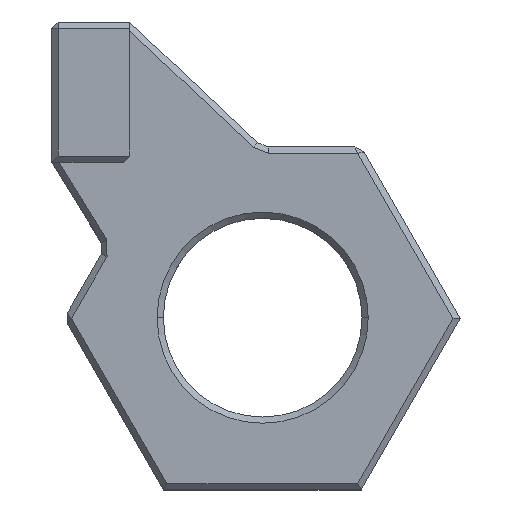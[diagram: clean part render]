
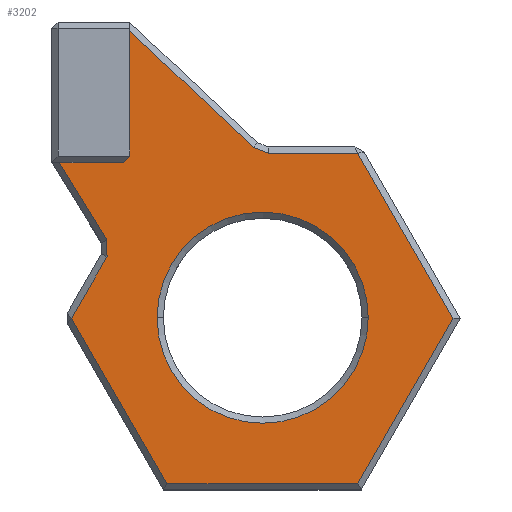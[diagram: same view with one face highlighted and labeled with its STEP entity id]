
A CAD part, top view. The second image highlights one B-rep face of the part: STEP entity #3202.
In plain terms, the highlighted planar face has unit normal (0, 0, 1).
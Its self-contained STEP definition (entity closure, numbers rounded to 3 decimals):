
#10 = CARTESIAN_POINT ( 'NONE',  ( 89.835, 30.7, 77. ) ) ;
#20 = VERTEX_POINT ( 'NONE', #1946 ) ;
#30 = CARTESIAN_POINT ( 'NONE',  ( 114.315, 30.7, 77. ) ) ;
#80 = EDGE_CURVE ( 'NONE', #20, #3284, #2447, .T. ) ;
#162 = VECTOR ( 'NONE', #3278, 1000. ) ;
#184 = VECTOR ( 'NONE', #3286, 1000. ) ;
#212 = ORIENTED_EDGE ( 'NONE', *, *, #2325, .T. ) ;
#273 = DIRECTION ( 'NONE',  ( -0.5, 0.866, 0. ) ) ;
#288 = AXIS2_PLACEMENT_3D ( 'NONE', #1556, #3277, #2324 ) ;
#292 = DIRECTION ( 'NONE',  ( 0., 0., -1. ) ) ;
#341 = DIRECTION ( 'NONE',  ( 1., 0., 0. ) ) ;
#359 = ORIENTED_EDGE ( 'NONE', *, *, #3235, .T. ) ;
#382 = EDGE_CURVE ( 'NONE', #1564, #3185, #1913, .T. ) ;
#460 = ORIENTED_EDGE ( 'NONE', *, *, #382, .T. ) ;
#530 = CARTESIAN_POINT ( 'NONE',  ( 108.195, 41.3, 77. ) ) ;
#579 = VERTEX_POINT ( 'NONE', #10 ) ;
#582 = EDGE_CURVE ( 'NONE', #1191, #579, #1270, .T. ) ;
#586 = VECTOR ( 'NONE', #1307, 1000. ) ;
#594 = CARTESIAN_POINT ( 'NONE',  ( 102.103, 30.748, 77. ) ) ;
#648 = EDGE_CURVE ( 'NONE', #1898, #1688, #2559, .T. ) ;
#655 = ORIENTED_EDGE ( 'NONE', *, *, #2915, .T. ) ;
#666 = VERTEX_POINT ( 'NONE', #1055 ) ;
#674 = LINE ( 'NONE', #1422, #1809 ) ;
#754 = CARTESIAN_POINT ( 'NONE',  ( 89.045, 40.7, 77. ) ) ;
#757 = DIRECTION ( 'NONE',  ( 0.5, 0.866, 0. ) ) ;
#781 = DIRECTION ( 'NONE',  ( -0.728, 0.685, 0. ) ) ;
#817 = ORIENTED_EDGE ( 'NONE', *, *, #2320, .F. ) ;
#822 = CARTESIAN_POINT ( 'NONE',  ( 94.319, 32.159, 77. ) ) ;
#854 = DIRECTION ( 'NONE',  ( 0.525, -0.851, 0. ) ) ;
#856 = AXIS2_PLACEMENT_3D ( 'NONE', #594, #2636, #341 ) ;
#870 = EDGE_CURVE ( 'NONE', #579, #20, #2203, .T. ) ;
#871 = CARTESIAN_POINT ( 'NONE',  ( 98.074, 43.045, 77. ) ) ;
#936 = EDGE_CURVE ( 'NONE', #1191, #1852, #674, .T. ) ;
#966 = CARTESIAN_POINT ( 'NONE',  ( 93.301, 49.409, 77. ) ) ;
#1025 = LINE ( 'NONE', #1291, #2473 ) ;
#1043 = DIRECTION ( 'NONE',  ( 1., 0., 0. ) ) ;
#1055 = CARTESIAN_POINT ( 'NONE',  ( 93.575, 49.151, 77. ) ) ;
#1104 = LINE ( 'NONE', #822, #2364 ) ;
#1120 = ORIENTED_EDGE ( 'NONE', *, *, #1485, .T. ) ;
#1158 = EDGE_CURVE ( 'NONE', #2519, #2753, #2609, .T. ) ;
#1174 = DIRECTION ( 'NONE',  ( -1., 0., 0. ) ) ;
#1181 = CARTESIAN_POINT ( 'NONE',  ( 93.575, 20.1, 77. ) ) ;
#1191 = VERTEX_POINT ( 'NONE', #3125 ) ;
#1209 = LINE ( 'NONE', #2223, #3118 ) ;
#1270 = LINE ( 'NONE', #2307, #162 ) ;
#1288 = FACE_BOUND ( 'NONE', #2367, .T. ) ;
#1291 = CARTESIAN_POINT ( 'NONE',  ( 108.697, 40.431, 77. ) ) ;
#1307 = DIRECTION ( 'NONE',  ( -0.707, -0.707, 0. ) ) ;
#1317 = DIRECTION ( 'NONE',  ( 0.93, -0.369, 0. ) ) ;
#1357 = CIRCLE ( 'NONE', #3219, 6.775 ) ;
#1422 = CARTESIAN_POINT ( 'NONE',  ( 92.162, 31.679, 77. ) ) ;
#1454 = CARTESIAN_POINT ( 'NONE',  ( 90.337, 29.831, 77. ) ) ;
#1483 = ORIENTED_EDGE ( 'NONE', *, *, #3175, .T. ) ;
#1485 = EDGE_CURVE ( 'NONE', #2519, #666, #3251, .T. ) ;
#1555 = ORIENTED_EDGE ( 'NONE', *, *, #80, .T. ) ;
#1556 = CARTESIAN_POINT ( 'NONE',  ( 93.575, 31.7, 77. ) ) ;
#1564 = VERTEX_POINT ( 'NONE', #1896 ) ;
#1623 = VECTOR ( 'NONE', #757, 1000. ) ;
#1636 = ORIENTED_EDGE ( 'NONE', *, *, #2591, .T. ) ;
#1638 = DIRECTION ( 'NONE',  ( 0., 1., 0. ) ) ;
#1688 = VERTEX_POINT ( 'NONE', #1695 ) ;
#1695 = CARTESIAN_POINT ( 'NONE',  ( 93.175, 40.7, 77. ) ) ;
#1796 = LINE ( 'NONE', #3052, #184 ) ;
#1797 = ORIENTED_EDGE ( 'NONE', *, *, #582, .T. ) ;
#1809 = VECTOR ( 'NONE', #2439, 1000. ) ;
#1820 = ORIENTED_EDGE ( 'NONE', *, *, #2891, .T. ) ;
#1822 = CARTESIAN_POINT ( 'NONE',  ( 92.102, 35.751, 77. ) ) ;
#1845 = VERTEX_POINT ( 'NONE', #30 ) ;
#1852 = VERTEX_POINT ( 'NONE', #1822 ) ;
#1855 = CARTESIAN_POINT ( 'NONE',  ( 93.575, 41.1, 77. ) ) ;
#1896 = CARTESIAN_POINT ( 'NONE',  ( 108.878, 30.748, 77. ) ) ;
#1898 = VERTEX_POINT ( 'NONE', #1855 ) ;
#1899 = EDGE_LOOP ( 'NONE', ( #2004, #1120, #817, #2662, #1636, #212, #2398, #1797, #2924, #1555, #359, #1820, #1483 ) ) ;
#1913 = CIRCLE ( 'NONE', #856, 6.775 ) ;
#1946 = CARTESIAN_POINT ( 'NONE',  ( 95.955, 20.1, 77. ) ) ;
#1976 = VECTOR ( 'NONE', #781, 1000. ) ;
#2004 = ORIENTED_EDGE ( 'NONE', *, *, #1158, .F. ) ;
#2005 = CARTESIAN_POINT ( 'NONE',  ( 108.195, 20.1, 77. ) ) ;
#2022 = VECTOR ( 'NONE', #2236, 1000. ) ;
#2118 = CARTESIAN_POINT ( 'NONE',  ( 93.575, 32.1, 77. ) ) ;
#2182 = CARTESIAN_POINT ( 'NONE',  ( 101.51, 41.683, 77. ) ) ;
#2188 = VERTEX_POINT ( 'NONE', #754 ) ;
#2203 = LINE ( 'NONE', #1454, #2022 ) ;
#2223 = CARTESIAN_POINT ( 'NONE',  ( 93.575, 41.3, 77. ) ) ;
#2236 = DIRECTION ( 'NONE',  ( 0.5, -0.866, 0. ) ) ;
#2241 = CARTESIAN_POINT ( 'NONE',  ( 95.328, 30.748, 77. ) ) ;
#2306 = CARTESIAN_POINT ( 'NONE',  ( 109.563, 22.469, 77. ) ) ;
#2307 = CARTESIAN_POINT ( 'NONE',  ( 91.203, 33.069, 77. ) ) ;
#2320 = EDGE_CURVE ( 'NONE', #1898, #666, #3140, .T. ) ;
#2324 = DIRECTION ( 'NONE',  ( 1., 0., 0. ) ) ;
#2325 = EDGE_CURVE ( 'NONE', #2188, #1852, #1104, .T. ) ;
#2364 = VECTOR ( 'NONE', #854, 1000. ) ;
#2367 = EDGE_LOOP ( 'NONE', ( #460, #655 ) ) ;
#2383 = CARTESIAN_POINT ( 'NONE',  ( 102.475, 41.3, 77. ) ) ;
#2398 = ORIENTED_EDGE ( 'NONE', *, *, #936, .F. ) ;
#2439 = DIRECTION ( 'NONE',  ( -0.015, 1., 0. ) ) ;
#2447 = LINE ( 'NONE', #1181, #2876 ) ;
#2473 = VECTOR ( 'NONE', #273, 1000. ) ;
#2508 = VECTOR ( 'NONE', #1317, 1000. ) ;
#2519 = VERTEX_POINT ( 'NONE', #2182 ) ;
#2528 = LINE ( 'NONE', #2306, #1623 ) ;
#2559 = LINE ( 'NONE', #3092, #586 ) ;
#2581 = VECTOR ( 'NONE', #1638, 1000. ) ;
#2591 = EDGE_CURVE ( 'NONE', #1688, #2188, #1796, .T. ) ;
#2609 = LINE ( 'NONE', #871, #2508 ) ;
#2636 = DIRECTION ( 'NONE',  ( 0., 0., -1. ) ) ;
#2644 = VERTEX_POINT ( 'NONE', #530 ) ;
#2662 = ORIENTED_EDGE ( 'NONE', *, *, #648, .T. ) ;
#2753 = VERTEX_POINT ( 'NONE', #2383 ) ;
#2804 = PLANE ( 'NONE',  #288 ) ;
#2820 = FACE_OUTER_BOUND ( 'NONE', #1899, .T. ) ;
#2876 = VECTOR ( 'NONE', #3000, 1000. ) ;
#2891 = EDGE_CURVE ( 'NONE', #1845, #2644, #1025, .T. ) ;
#2915 = EDGE_CURVE ( 'NONE', #3185, #1564, #1357, .T. ) ;
#2924 = ORIENTED_EDGE ( 'NONE', *, *, #870, .T. ) ;
#3000 = DIRECTION ( 'NONE',  ( 1., 0., 0. ) ) ;
#3052 = CARTESIAN_POINT ( 'NONE',  ( 95.147, 40.7, 77. ) ) ;
#3092 = CARTESIAN_POINT ( 'NONE',  ( 93.575, 41.1, 77. ) ) ;
#3097 = CARTESIAN_POINT ( 'NONE',  ( 102.103, 30.748, 77. ) ) ;
#3118 = VECTOR ( 'NONE', #1174, 1000. ) ;
#3125 = CARTESIAN_POINT ( 'NONE',  ( 92.118, 34.654, 77. ) ) ;
#3140 = LINE ( 'NONE', #2118, #2581 ) ;
#3175 = EDGE_CURVE ( 'NONE', #2644, #2753, #1209, .T. ) ;
#3185 = VERTEX_POINT ( 'NONE', #2241 ) ;
#3202 = ADVANCED_FACE ( 'NONE', ( #1288, #2820 ), #2804, .T. ) ;
#3219 = AXIS2_PLACEMENT_3D ( 'NONE', #3097, #292, #1043 ) ;
#3235 = EDGE_CURVE ( 'NONE', #3284, #1845, #2528, .T. ) ;
#3251 = LINE ( 'NONE', #966, #1976 ) ;
#3277 = DIRECTION ( 'NONE',  ( 0., 0., 1. ) ) ;
#3278 = DIRECTION ( 'NONE',  ( -0.5, -0.866, 0. ) ) ;
#3284 = VERTEX_POINT ( 'NONE', #2005 ) ;
#3286 = DIRECTION ( 'NONE',  ( -1., 0., 0. ) ) ;
